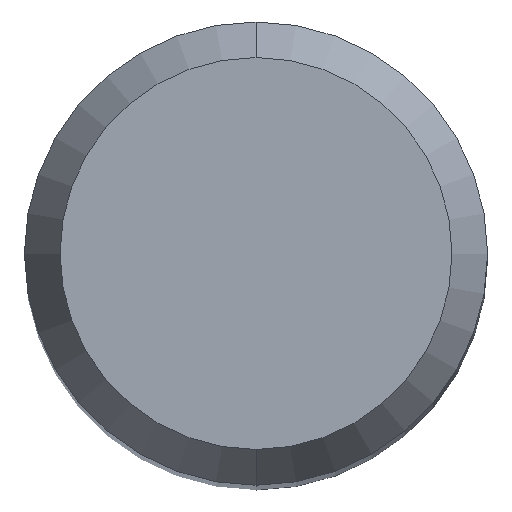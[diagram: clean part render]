
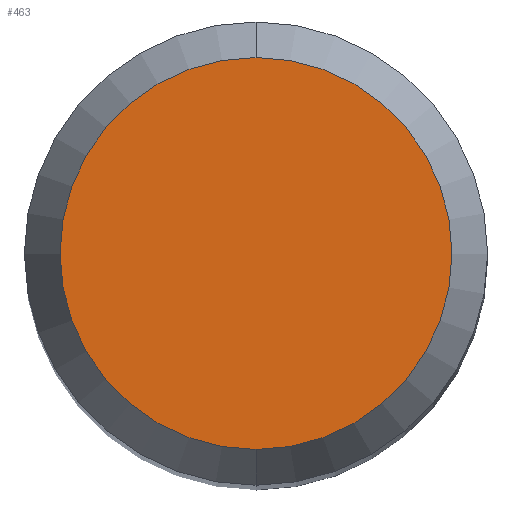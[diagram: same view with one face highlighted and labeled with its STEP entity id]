
A CAD part, top view. The second image highlights one B-rep face of the part: STEP entity #463.
In plain terms, the highlighted planar face has unit normal (0, 0, 1).
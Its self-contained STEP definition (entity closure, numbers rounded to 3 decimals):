
#275=EDGE_CURVE('',#505,#299,#639,.T.);
#299=VERTEX_POINT('',#664);
#463=ADVANCED_FACE('',(#850),#851,.T.);
#505=VERTEX_POINT('',#900);
#507=EDGE_CURVE('',#299,#505,#902,.T.);
#639=CIRCLE('',#1092,2.538);
#664=CARTESIAN_POINT('',(0.0,2.538,0.0));
#850=FACE_OUTER_BOUND('',#1495,.T.);
#851=PLANE('',#1496);
#900=CARTESIAN_POINT('',(0.,-2.538,0.0));
#902=CIRCLE('',#1581,2.538);
#1092=AXIS2_PLACEMENT_3D('',#1725,#1726,#1727);
#1495=EDGE_LOOP('',(#1964,#1965));
#1496=AXIS2_PLACEMENT_3D('',#1966,#1967,#1968);
#1581=AXIS2_PLACEMENT_3D('',#2050,#2051,#2052);
#1725=CARTESIAN_POINT('',(0.0,0.0,0.0));
#1726=DIRECTION('',(0.0,0.0,-1.0));
#1727=DIRECTION('',(0.0,1.0,0.0));
#1964=ORIENTED_EDGE('',*,*,#507,.F.);
#1965=ORIENTED_EDGE('',*,*,#275,.F.);
#1966=CARTESIAN_POINT('',(0.0,1.269,0.0));
#1967=DIRECTION('',(-0.0,0.0,1.0));
#1968=DIRECTION('',(0.0,-1.0,0.0));
#2050=CARTESIAN_POINT('',(0.0,0.0,0.0));
#2051=DIRECTION('',(0.0,0.0,-1.0));
#2052=DIRECTION('',(0.0,1.0,0.0));
